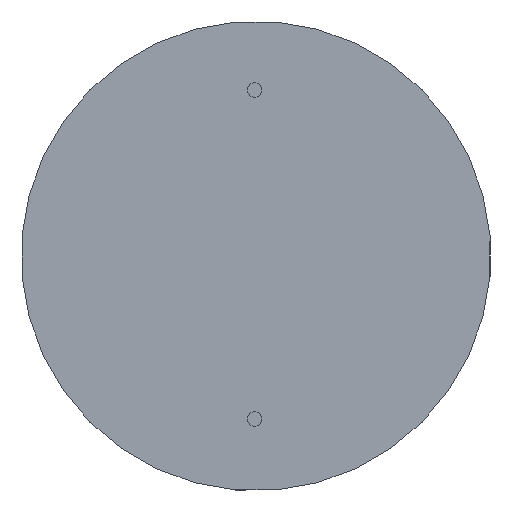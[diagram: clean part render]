
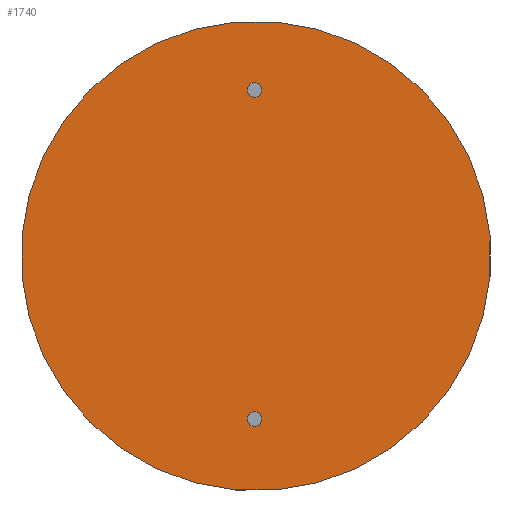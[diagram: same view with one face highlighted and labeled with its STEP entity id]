
A CAD part, front view. The second image highlights one B-rep face of the part: STEP entity #1740.
In plain terms, the highlighted planar face has unit normal (0, -1, 0).
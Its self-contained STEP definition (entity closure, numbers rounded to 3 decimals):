
#115=PLANE('',#1975);
#210=FACE_OUTER_BOUND('',#313,.T.);
#313=EDGE_LOOP('',(#1602));
#706=CIRCLE('',#1974,7.25);
#868=VERTEX_POINT('',#3076);
#1113=EDGE_CURVE('',#868,#868,#706,.T.);
#1602=ORIENTED_EDGE('',*,*,#1113,.T.);
#1740=ADVANCED_FACE('',(#210),#115,.T.);
#1974=AXIS2_PLACEMENT_3D('',#3078,#2511,#2512);
#1975=AXIS2_PLACEMENT_3D('',#3079,#2513,#2514);
#2511=DIRECTION('center_axis',(0.,-1.,0.));
#2512=DIRECTION('ref_axis',(0.996,0.,0.087));
#2513=DIRECTION('center_axis',(0.,-1.,0.));
#2514=DIRECTION('ref_axis',(-0.996,0.,-0.087));
#3076=CARTESIAN_POINT('',(-7.179,-3.,-0.299));
#3078=CARTESIAN_POINT('Origin',(0.043,-3.,0.333));
#3079=CARTESIAN_POINT('Origin',(0.043,-3.,0.333));
